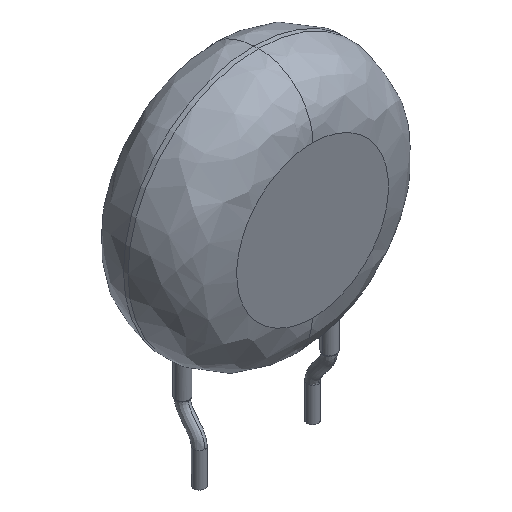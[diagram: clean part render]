
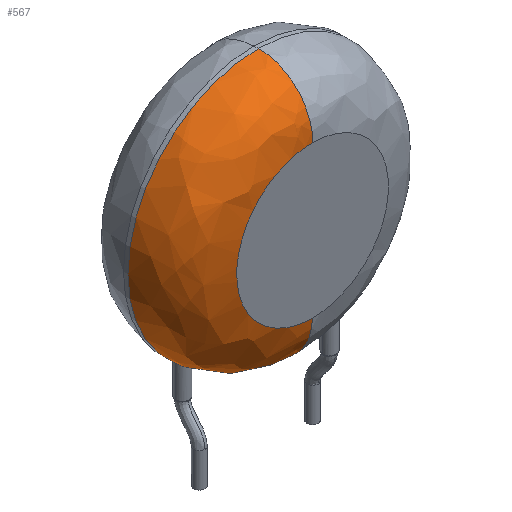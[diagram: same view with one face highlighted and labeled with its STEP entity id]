
A CAD part, isometric view. The second image highlights one B-rep face of the part: STEP entity #567.
In plain terms, the highlighted free-form (B-spline) face has degree [3, 3] with [4, 4] control points.
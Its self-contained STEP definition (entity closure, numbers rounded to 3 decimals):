
#3 = VERTEX_POINT ( 'NONE', #660 ) ;
#38 = VERTEX_POINT ( 'NONE', #1040 ) ;
#51 = CARTESIAN_POINT ( 'NONE',  ( 0.007, -5., 23.2 ) ) ;
#57 = CIRCLE ( 'NONE', #150, 4.8 ) ;
#66 =( BOUNDED_SURFACE ( )  B_SPLINE_SURFACE ( 3, 3, ( 
 ( #1131, #425, #284, #1125 ),
 ( #1697, #1411, #146, #1811 ),
 ( #952, #292, #1250, #832 ),
 ( #1261, #127, #680, #1386 ) ),
 .UNSPECIFIED., .F., .F., .T. ) 
 B_SPLINE_SURFACE_WITH_KNOTS ( ( 4, 4 ),
 ( 4, 4 ),
 ( 0., 1. ),
 ( 0., 1. ),
 .UNSPECIFIED. ) 
 GEOMETRIC_REPRESENTATION_ITEM ( )  RATIONAL_B_SPLINE_SURFACE ( (
 ( 1., 0.333, 0.333, 1.),
 ( 0.805, 0.268, 0.268, 0.805),
 ( 0.805, 0.268, 0.268, 0.805),
 ( 1., 0.333, 0.333, 1.) ) ) 
 REPRESENTATION_ITEM ( '' )  SURFACE ( )  );
#89 = FACE_OUTER_BOUND ( 'NONE', #873, .T. ) ;
#122 = EDGE_CURVE ( 'NONE', #3, #217, #1484, .T. ) ;
#127 = CARTESIAN_POINT ( 'NONE',  ( -13.422, -5., 9.843 ) ) ;
#131 =( BOUNDED_CURVE ( )  B_SPLINE_CURVE ( 3, ( #446, #312, #606, #1719 ),
 .UNSPECIFIED., .F., .F. ) 
 B_SPLINE_CURVE_WITH_KNOTS ( ( 4, 4 ),
 ( 0.001, 1. ),
 .UNSPECIFIED. ) 
 CURVE ( )  GEOMETRIC_REPRESENTATION_ITEM ( )  RATIONAL_B_SPLINE_CURVE ( ( 1., 0.334, 0.334, 1. ) ) 
 REPRESENTATION_ITEM ( '' )  );
#146 = CARTESIAN_POINT ( 'NONE',  ( -22.963, -3.012, 28.074 ) ) ;
#150 = AXIS2_PLACEMENT_3D ( 'NONE', #353, #790, #1074 ) ;
#217 = VERTEX_POINT ( 'NONE', #1574 ) ;
#235 = AXIS2_PLACEMENT_3D ( 'NONE', #1072, #1356, #1367 ) ;
#284 = CARTESIAN_POINT ( 'NONE',  ( -22.963, -0.2, 28.074 ) ) ;
#292 = CARTESIAN_POINT ( 'NONE',  ( -19.054, -5., 7.05 ) ) ;
#312 = CARTESIAN_POINT ( 'NONE',  ( -13.378, -5., 9.843 ) ) ;
#353 = CARTESIAN_POINT ( 'NONE',  ( 0.022, -0.2, 23.2 ) ) ;
#414 = AXIS2_PLACEMENT_3D ( 'NONE', #1109, #683, #1342 ) ;
#425 = CARTESIAN_POINT ( 'NONE',  ( -23.037, -0.2, 5.074 ) ) ;
#446 = CARTESIAN_POINT ( 'NONE',  ( -0.022, -5., 9.8 ) ) ;
#453 = VERTEX_POINT ( 'NONE', #1318 ) ;
#512 = DIRECTION ( 'NONE',  ( -1., 0., 0.003 ) ) ;
#567 = ADVANCED_FACE ( 'NONE', ( #89 ), #66, .T. ) ;
#592 = EDGE_CURVE ( 'NONE', #38, #453, #131, .T. ) ;
#606 = CARTESIAN_POINT ( 'NONE',  ( -13.357, -5., 23.2 ) ) ;
#660 = CARTESIAN_POINT ( 'NONE',  ( 0.037, -0.2, 28. ) ) ;
#680 = CARTESIAN_POINT ( 'NONE',  ( -13.378, -5., 23.243 ) ) ;
#683 = DIRECTION ( 'NONE',  ( 0., -1., 0. ) ) ;
#702 = AXIS2_PLACEMENT_3D ( 'NONE', #922, #512, #1795 ) ;
#712 = ORIENTED_EDGE ( 'NONE', *, *, #122, .T. ) ;
#746 = VERTEX_POINT ( 'NONE', #826 ) ;
#790 = DIRECTION ( 'NONE',  ( 1., 0., -0.003 ) ) ;
#793 = CIRCLE ( 'NONE', #702, 4.8 ) ;
#798 = EDGE_CURVE ( 'NONE', #746, #38, #793, .T. ) ;
#826 = CARTESIAN_POINT ( 'NONE',  ( -0.037, -0.2, 5. ) ) ;
#832 = CARTESIAN_POINT ( 'NONE',  ( 0.031, -5., 26.012 ) ) ;
#873 = EDGE_LOOP ( 'NONE', ( #1153, #1046, #1156, #1428, #1349, #712 ) ) ;
#892 = CARTESIAN_POINT ( 'NONE',  ( 0., -5., 23.2 ) ) ;
#902 = CARTESIAN_POINT ( 'NONE',  ( 0.014, -5., 23.2 ) ) ;
#922 = CARTESIAN_POINT ( 'NONE',  ( -0.022, -0.2, 9.8 ) ) ;
#952 = CARTESIAN_POINT ( 'NONE',  ( -0.031, -5., 6.988 ) ) ;
#1040 = CARTESIAN_POINT ( 'NONE',  ( -0.022, -5., 9.8 ) ) ;
#1046 = ORIENTED_EDGE ( 'NONE', *, *, #798, .T. ) ;
#1072 = CARTESIAN_POINT ( 'NONE',  ( 0., -0.2, 16.5 ) ) ;
#1074 = DIRECTION ( 'NONE',  ( 0.003, 0., 1. ) ) ;
#1109 = CARTESIAN_POINT ( 'NONE',  ( 0., -0.2, 16.5 ) ) ;
#1119 = CIRCLE ( 'NONE', #414, 11.5 ) ;
#1125 = CARTESIAN_POINT ( 'NONE',  ( 0.037, -0.2, 28. ) ) ;
#1131 = CARTESIAN_POINT ( 'NONE',  ( -0.037, -0.2, 5. ) ) ;
#1153 = ORIENTED_EDGE ( 'NONE', *, *, #1837, .T. ) ;
#1156 = ORIENTED_EDGE ( 'NONE', *, *, #592, .T. ) ;
#1208 = EDGE_CURVE ( 'NONE', #453, #1572, #1404, .T. ) ;
#1250 = CARTESIAN_POINT ( 'NONE',  ( -18.993, -5., 26.073 ) ) ;
#1261 = CARTESIAN_POINT ( 'NONE',  ( -0.022, -5., 9.8 ) ) ;
#1318 = CARTESIAN_POINT ( 'NONE',  ( 0., -5., 23.2 ) ) ;
#1342 = DIRECTION ( 'NONE',  ( 0.003, 0., 1. ) ) ;
#1349 = ORIENTED_EDGE ( 'NONE', *, *, #1620, .F. ) ;
#1356 = DIRECTION ( 'NONE',  ( 0., -1., 0. ) ) ;
#1367 = DIRECTION ( 'NONE',  ( 0.003, 0., 1. ) ) ;
#1386 = CARTESIAN_POINT ( 'NONE',  ( 0.022, -5., 23.2 ) ) ;
#1404 =( BOUNDED_CURVE ( )  B_SPLINE_CURVE ( 3, ( #892, #51, #902, #1455 ),
 .UNSPECIFIED., .F., .F. ) 
 B_SPLINE_CURVE_WITH_KNOTS ( ( 4, 4 ),
 ( 0., 0.001 ),
 .UNSPECIFIED. ) 
 CURVE ( )  GEOMETRIC_REPRESENTATION_ITEM ( )  RATIONAL_B_SPLINE_CURVE ( ( 1., 1., 1., 1. ) ) 
 REPRESENTATION_ITEM ( '' )  );
#1411 = CARTESIAN_POINT ( 'NONE',  ( -23.037, -3.012, 5.074 ) ) ;
#1428 = ORIENTED_EDGE ( 'NONE', *, *, #1208, .T. ) ;
#1455 = CARTESIAN_POINT ( 'NONE',  ( 0.022, -5., 23.2 ) ) ;
#1484 = CIRCLE ( 'NONE', #235, 11.5 ) ;
#1493 = CARTESIAN_POINT ( 'NONE',  ( 0.022, -5., 23.2 ) ) ;
#1572 = VERTEX_POINT ( 'NONE', #1493 ) ;
#1574 = CARTESIAN_POINT ( 'NONE',  ( 0., -0.2, 28. ) ) ;
#1620 = EDGE_CURVE ( 'NONE', #3, #1572, #57, .T. ) ;
#1697 = CARTESIAN_POINT ( 'NONE',  ( -0.037, -3.012, 5. ) ) ;
#1719 = CARTESIAN_POINT ( 'NONE',  ( 0., -5., 23.2 ) ) ;
#1795 = DIRECTION ( 'NONE',  ( -0.003, 0., -1. ) ) ;
#1811 = CARTESIAN_POINT ( 'NONE',  ( 0.037, -3.012, 28. ) ) ;
#1837 = EDGE_CURVE ( 'NONE', #217, #746, #1119, .T. ) ;
